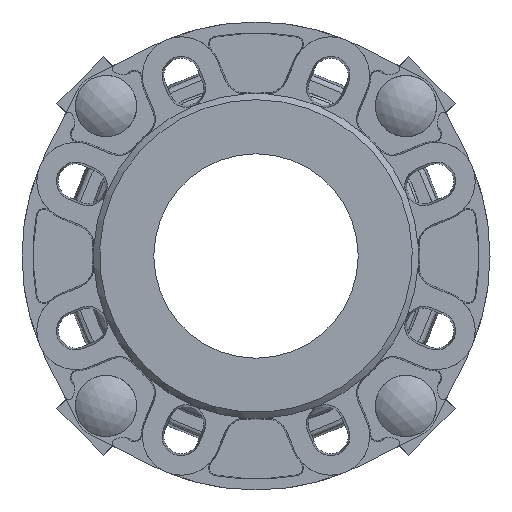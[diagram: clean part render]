
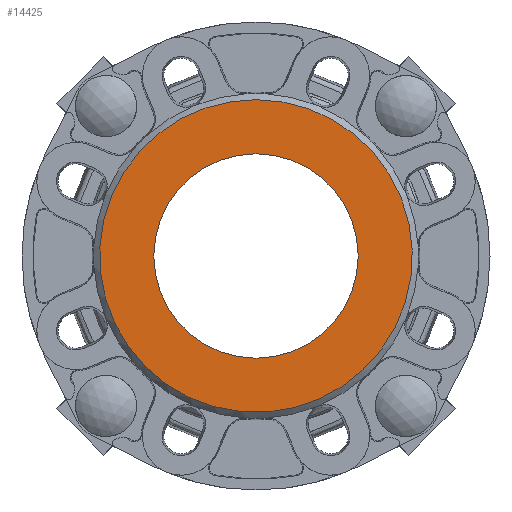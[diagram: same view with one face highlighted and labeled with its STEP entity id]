
A CAD part, front view. The second image highlights one B-rep face of the part: STEP entity #14425.
In plain terms, the highlighted planar face has unit normal (0, -1, 0).
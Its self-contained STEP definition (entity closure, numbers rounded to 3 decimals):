
#1148 = AXIS2_PLACEMENT_3D ( 'NONE', #5275, #5276, #5277 ) ;
#2584 = ORIENTED_EDGE ( 'NONE', *, *, #13088, .F. ) ;
#2586 = ORIENTED_EDGE ( 'NONE', *, *, #16078, .T. ) ;
#3400 = CIRCLE ( 'NONE', #1148, 50. ) ;
#4028 = FACE_BOUND ( 'NONE', #9955, .T. ) ;
#4040 = FACE_OUTER_BOUND ( 'NONE', #9953, .T. ) ;
#4119 = CIRCLE ( 'NONE', #6508, 76.5 ) ;
#5275 = CARTESIAN_POINT ( 'NONE',  ( 0., 0., 0. ) ) ;
#5276 = DIRECTION ( 'NONE',  ( 0., -1., 0. ) ) ;
#5277 = DIRECTION ( 'NONE',  ( 0., 0., -1. ) ) ;
#6474 = AXIS2_PLACEMENT_3D ( 'NONE', #6627, #6626, #6630 ) ;
#6508 = AXIS2_PLACEMENT_3D ( 'NONE', #6784, #6785, #6786 ) ;
#6626 = DIRECTION ( 'NONE',  ( 0., 1., 0. ) ) ;
#6627 = CARTESIAN_POINT ( 'NONE',  ( 0., 0., 0. ) ) ;
#6628 = PLANE ( 'NONE',  #6474 ) ;
#6630 = DIRECTION ( 'NONE',  ( 0.707, 0., 0.707 ) ) ;
#6784 = CARTESIAN_POINT ( 'NONE',  ( 0., 0., 0. ) ) ;
#6785 = DIRECTION ( 'NONE',  ( 0., -1., 0. ) ) ;
#6786 = DIRECTION ( 'NONE',  ( -0.707, 0., -0.707 ) ) ;
#7307 = CARTESIAN_POINT ( 'NONE',  ( 0., 0., -50. ) ) ;
#7317 = CARTESIAN_POINT ( 'NONE',  ( -54.094, 0., -54.094 ) ) ;
#7586 = VERTEX_POINT ( 'NONE', #7307 ) ;
#7596 = VERTEX_POINT ( 'NONE', #7317 ) ;
#9953 = EDGE_LOOP ( 'NONE', ( #2586 ) ) ;
#9955 = EDGE_LOOP ( 'NONE', ( #2584 ) ) ;
#13088 = EDGE_CURVE ( 'NONE', #7586, #7586, #3400, .T. ) ;
#14425 = ADVANCED_FACE ( 'NONE', ( #4028, #4040 ), #6628, .F. ) ;
#16078 = EDGE_CURVE ( 'NONE', #7596, #7596, #4119, .T. ) ;
